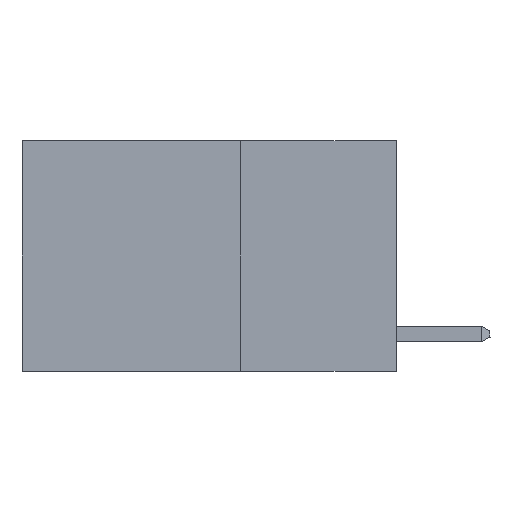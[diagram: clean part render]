
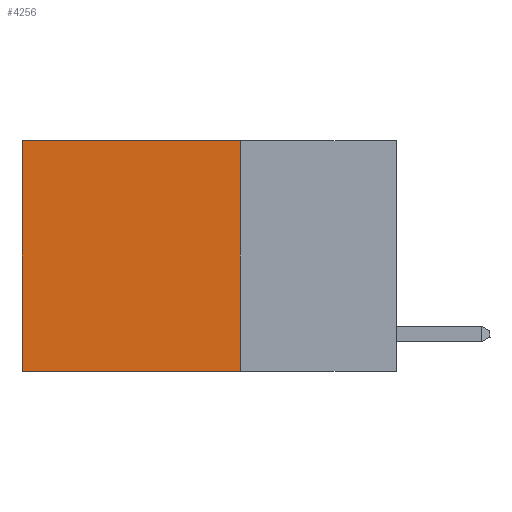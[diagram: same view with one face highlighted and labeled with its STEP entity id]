
A CAD part, left-side view. The second image highlights one B-rep face of the part: STEP entity #4256.
In plain terms, the highlighted planar face has unit normal (-1, 0, 0).
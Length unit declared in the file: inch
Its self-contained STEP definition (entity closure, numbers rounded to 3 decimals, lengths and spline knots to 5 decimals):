
#83 = DIRECTION ( 'NONE',  ( 0., 0., -1. ) ) ;
#205 = FACE_OUTER_BOUND ( 'NONE', #11099, .T. ) ;
#264 = CARTESIAN_POINT ( 'NONE',  ( 0.2625, 0.6, -0.37 ) ) ;
#1143 = CARTESIAN_POINT ( 'NONE',  ( 0.2625, 0.25, 0. ) ) ;
#1406 = VECTOR ( 'NONE', #9153, 39.37008 ) ;
#1700 = CARTESIAN_POINT ( 'NONE',  ( 0.2625, 0.25, 0. ) ) ;
#2127 = LINE ( 'NONE', #10030, #1406 ) ;
#2462 = CARTESIAN_POINT ( 'NONE',  ( 0.2625, 0.25, 0. ) ) ;
#2622 = VERTEX_POINT ( 'NONE', #7281 ) ;
#3197 = CARTESIAN_POINT ( 'NONE',  ( 0.2625, 0.6, 0. ) ) ;
#3256 = VECTOR ( 'NONE', #3542, 39.37008 ) ;
#3542 = DIRECTION ( 'NONE',  ( 0., 0., -1. ) ) ;
#4256 = ADVANCED_FACE ( 'NONE', ( #205 ), #5533, .F. ) ;
#4620 = DIRECTION ( 'NONE',  ( 1., 0., 0. ) ) ;
#5140 = AXIS2_PLACEMENT_3D ( 'NONE', #1143, #4620, #83 ) ;
#5243 = ORIENTED_EDGE ( 'NONE', *, *, #7320, .T. ) ;
#5388 = VERTEX_POINT ( 'NONE', #2462 ) ;
#5408 = DIRECTION ( 'NONE',  ( 0., 1., 0. ) ) ;
#5533 = PLANE ( 'NONE',  #5140 ) ;
#6772 = VECTOR ( 'NONE', #8608, 39.37008 ) ;
#6778 = VERTEX_POINT ( 'NONE', #7885 ) ;
#6996 = LINE ( 'NONE', #10541, #3256 ) ;
#7281 = CARTESIAN_POINT ( 'NONE',  ( 0.2625, 0.25, -0.37 ) ) ;
#7320 = EDGE_CURVE ( 'NONE', #5388, #6778, #9665, .T. ) ;
#7885 = CARTESIAN_POINT ( 'NONE',  ( 0.2625, 0.6, 0. ) ) ;
#8199 = EDGE_CURVE ( 'NONE', #2622, #9543, #2127, .T. ) ;
#8608 = DIRECTION ( 'NONE',  ( 0., 0., -1. ) ) ;
#9102 = ORIENTED_EDGE ( 'NONE', *, *, #11233, .T. ) ;
#9153 = DIRECTION ( 'NONE',  ( 0., 1., 0. ) ) ;
#9543 = VERTEX_POINT ( 'NONE', #264 ) ;
#9643 = ORIENTED_EDGE ( 'NONE', *, *, #8199, .F. ) ;
#9665 = LINE ( 'NONE', #1700, #10825 ) ;
#9757 = ORIENTED_EDGE ( 'NONE', *, *, #10211, .F. ) ;
#10030 = CARTESIAN_POINT ( 'NONE',  ( 0.2625, 0.25, -0.37 ) ) ;
#10211 = EDGE_CURVE ( 'NONE', #5388, #2622, #6996, .T. ) ;
#10273 = LINE ( 'NONE', #3197, #6772 ) ;
#10541 = CARTESIAN_POINT ( 'NONE',  ( 0.2625, 0.25, 0. ) ) ;
#10825 = VECTOR ( 'NONE', #5408, 39.37008 ) ;
#11099 = EDGE_LOOP ( 'NONE', ( #9102, #9643, #9757, #5243 ) ) ;
#11233 = EDGE_CURVE ( 'NONE', #6778, #9543, #10273, .T. ) ;
